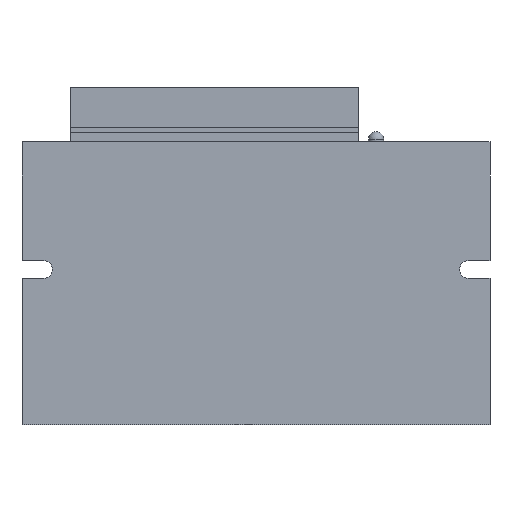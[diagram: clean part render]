
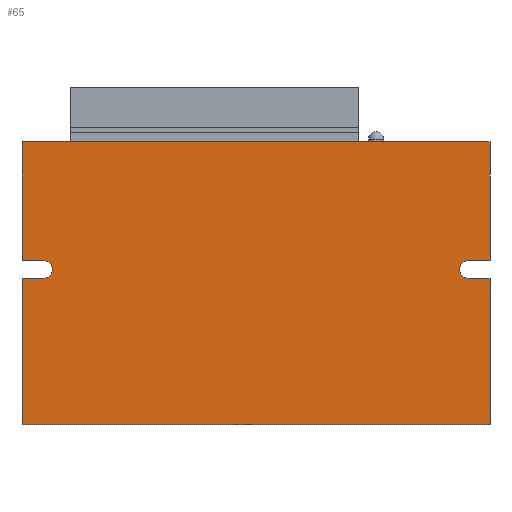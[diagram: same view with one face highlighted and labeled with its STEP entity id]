
A CAD part, front view. The second image highlights one B-rep face of the part: STEP entity #65.
In plain terms, the highlighted planar face has unit normal (0, -1, 0).
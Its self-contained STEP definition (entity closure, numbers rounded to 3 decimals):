
#24 = ORIENTED_EDGE ( 'NONE', *, *, #6155, .F. ) ;
#64 = ORIENTED_EDGE ( 'NONE', *, *, #5540, .T. ) ;
#65 = ADVANCED_FACE ( 'NONE', ( #6486 ), #1067, .F. ) ;
#349 = CARTESIAN_POINT ( 'NONE',  ( 47.535, 0., -8.207 ) ) ;
#429 = LINE ( 'NONE', #7043, #7048 ) ;
#452 = VERTEX_POINT ( 'NONE', #3222 ) ;
#545 = LINE ( 'NONE', #4911, #1376 ) ;
#785 = ORIENTED_EDGE ( 'NONE', *, *, #7521, .T. ) ;
#890 = LINE ( 'NONE', #3306, #6643 ) ;
#993 = CARTESIAN_POINT ( 'NONE',  ( -40.815, 0., -40.707 ) ) ;
#1002 = CARTESIAN_POINT ( 'NONE',  ( 47.535, 0., -11.707 ) ) ;
#1067 = PLANE ( 'NONE',  #5029 ) ;
#1117 = CARTESIAN_POINT ( 'NONE',  ( 51.785, 0., -40.707 ) ) ;
#1140 = EDGE_CURVE ( 'NONE', #2818, #5278, #7044, .T. ) ;
#1229 = ORIENTED_EDGE ( 'NONE', *, *, #6295, .F. ) ;
#1376 = VECTOR ( 'NONE', #7315, 1000. ) ;
#1385 = CARTESIAN_POINT ( 'NONE',  ( -40.815, 0., -11.707 ) ) ;
#1553 = ORIENTED_EDGE ( 'NONE', *, *, #1140, .F. ) ;
#1566 = VERTEX_POINT ( 'NONE', #349 ) ;
#1612 = VECTOR ( 'NONE', #3960, 1000. ) ;
#1684 = DIRECTION ( 'NONE',  ( 0., 0., 1. ) ) ;
#1730 = EDGE_CURVE ( 'NONE', #6237, #5278, #545, .T. ) ;
#1748 = VERTEX_POINT ( 'NONE', #1774 ) ;
#1774 = CARTESIAN_POINT ( 'NONE',  ( 51.785, 0., -40.707 ) ) ;
#1838 = AXIS2_PLACEMENT_3D ( 'NONE', #2289, #4706, #1684 ) ;
#1858 = CARTESIAN_POINT ( 'NONE',  ( -40.815, 0., -40.707 ) ) ;
#2159 = DIRECTION ( 'NONE',  ( -1., 0., 0. ) ) ;
#2216 = DIRECTION ( 'NONE',  ( 1., 0., 0. ) ) ;
#2277 = LINE ( 'NONE', #6384, #5015 ) ;
#2289 = CARTESIAN_POINT ( 'NONE',  ( 47.535, 0., -9.957 ) ) ;
#2439 = VERTEX_POINT ( 'NONE', #7394 ) ;
#2518 = DIRECTION ( 'NONE',  ( 0., 1., 0. ) ) ;
#2597 = CARTESIAN_POINT ( 'NONE',  ( 47.535, 0., -8.207 ) ) ;
#2760 = VECTOR ( 'NONE', #2216, 1000. ) ;
#2818 = VERTEX_POINT ( 'NONE', #6649 ) ;
#3051 = ORIENTED_EDGE ( 'NONE', *, *, #6199, .T. ) ;
#3200 = EDGE_CURVE ( 'NONE', #5859, #1566, #6023, .T. ) ;
#3222 = CARTESIAN_POINT ( 'NONE',  ( -40.815, 0., 15.293 ) ) ;
#3306 = CARTESIAN_POINT ( 'NONE',  ( -40.815, 0., -40.707 ) ) ;
#3444 = EDGE_CURVE ( 'NONE', #1566, #2439, #6904, .T. ) ;
#3539 = EDGE_CURVE ( 'NONE', #5320, #2439, #2277, .T. ) ;
#3567 = LINE ( 'NONE', #3722, #4349 ) ;
#3702 = ORIENTED_EDGE ( 'NONE', *, *, #3539, .F. ) ;
#3722 = CARTESIAN_POINT ( 'NONE',  ( -36.565, 0., -8.207 ) ) ;
#3960 = DIRECTION ( 'NONE',  ( 0., 0., -1. ) ) ;
#3967 = CARTESIAN_POINT ( 'NONE',  ( -40.815, 0., -8.207 ) ) ;
#4044 = LINE ( 'NONE', #1117, #1612 ) ;
#4072 = EDGE_CURVE ( 'NONE', #1748, #2818, #890, .T. ) ;
#4079 = DIRECTION ( 'NONE',  ( 0., 1., 0. ) ) ;
#4145 = CARTESIAN_POINT ( 'NONE',  ( 51.785, 0., 15.293 ) ) ;
#4339 = CARTESIAN_POINT ( 'NONE',  ( -36.565, 0., -9.957 ) ) ;
#4349 = VECTOR ( 'NONE', #6702, 1000. ) ;
#4558 = VERTEX_POINT ( 'NONE', #3967 ) ;
#4706 = DIRECTION ( 'NONE',  ( 0., 1., 0. ) ) ;
#4897 = DIRECTION ( 'NONE',  ( 0., 0., -1. ) ) ;
#4911 = CARTESIAN_POINT ( 'NONE',  ( -40.815, 0., -11.707 ) ) ;
#4999 = LINE ( 'NONE', #7401, #2760 ) ;
#5015 = VECTOR ( 'NONE', #6350, 1000. ) ;
#5029 = AXIS2_PLACEMENT_3D ( 'NONE', #7718, #4079, #5312 ) ;
#5219 = CARTESIAN_POINT ( 'NONE',  ( -36.565, 0., -8.207 ) ) ;
#5278 = VERTEX_POINT ( 'NONE', #1385 ) ;
#5290 = VECTOR ( 'NONE', #6067, 1000. ) ;
#5312 = DIRECTION ( 'NONE',  ( 0., 0., 1. ) ) ;
#5320 = VERTEX_POINT ( 'NONE', #4145 ) ;
#5361 = EDGE_LOOP ( 'NONE', ( #64, #7299, #1553, #5965, #7189, #3051, #6882, #5822, #3702, #24, #1229, #785 ) ) ;
#5540 = EDGE_CURVE ( 'NONE', #6653, #6237, #6275, .T. ) ;
#5742 = VERTEX_POINT ( 'NONE', #7730 ) ;
#5794 = VECTOR ( 'NONE', #7679, 1000. ) ;
#5822 = ORIENTED_EDGE ( 'NONE', *, *, #3444, .T. ) ;
#5859 = VERTEX_POINT ( 'NONE', #1002 ) ;
#5965 = ORIENTED_EDGE ( 'NONE', *, *, #4072, .F. ) ;
#6023 = CIRCLE ( 'NONE', #1838, 1.75 ) ;
#6067 = DIRECTION ( 'NONE',  ( 0., 0., 1. ) ) ;
#6155 = EDGE_CURVE ( 'NONE', #452, #5320, #4999, .T. ) ;
#6199 = EDGE_CURVE ( 'NONE', #5742, #5859, #429, .T. ) ;
#6224 = EDGE_CURVE ( 'NONE', #5742, #1748, #4044, .T. ) ;
#6237 = VERTEX_POINT ( 'NONE', #6456 ) ;
#6275 = CIRCLE ( 'NONE', #6906, 1.75 ) ;
#6295 = EDGE_CURVE ( 'NONE', #4558, #452, #7000, .T. ) ;
#6350 = DIRECTION ( 'NONE',  ( 0., 0., -1. ) ) ;
#6384 = CARTESIAN_POINT ( 'NONE',  ( 51.785, 0., -40.707 ) ) ;
#6456 = CARTESIAN_POINT ( 'NONE',  ( -36.565, 0., -11.707 ) ) ;
#6486 = FACE_OUTER_BOUND ( 'NONE', #5361, .T. ) ;
#6522 = VECTOR ( 'NONE', #7418, 1000. ) ;
#6643 = VECTOR ( 'NONE', #2159, 1000. ) ;
#6649 = CARTESIAN_POINT ( 'NONE',  ( -40.815, 0., -40.707 ) ) ;
#6653 = VERTEX_POINT ( 'NONE', #5219 ) ;
#6702 = DIRECTION ( 'NONE',  ( 1., 0., 0. ) ) ;
#6882 = ORIENTED_EDGE ( 'NONE', *, *, #3200, .T. ) ;
#6904 = LINE ( 'NONE', #2597, #6522 ) ;
#6906 = AXIS2_PLACEMENT_3D ( 'NONE', #4339, #2518, #4897 ) ;
#7000 = LINE ( 'NONE', #1858, #5290 ) ;
#7043 = CARTESIAN_POINT ( 'NONE',  ( 51.785, 0., -11.707 ) ) ;
#7044 = LINE ( 'NONE', #993, #5794 ) ;
#7048 = VECTOR ( 'NONE', #7633, 1000. ) ;
#7189 = ORIENTED_EDGE ( 'NONE', *, *, #6224, .F. ) ;
#7299 = ORIENTED_EDGE ( 'NONE', *, *, #1730, .T. ) ;
#7315 = DIRECTION ( 'NONE',  ( -1., 0., 0. ) ) ;
#7394 = CARTESIAN_POINT ( 'NONE',  ( 51.785, 0., -8.207 ) ) ;
#7401 = CARTESIAN_POINT ( 'NONE',  ( -40.815, 0., 15.293 ) ) ;
#7418 = DIRECTION ( 'NONE',  ( 1., 0., 0. ) ) ;
#7521 = EDGE_CURVE ( 'NONE', #4558, #6653, #3567, .T. ) ;
#7633 = DIRECTION ( 'NONE',  ( -1., 0., 0. ) ) ;
#7679 = DIRECTION ( 'NONE',  ( 0., 0., 1. ) ) ;
#7718 = CARTESIAN_POINT ( 'NONE',  ( 0., 0., 0. ) ) ;
#7730 = CARTESIAN_POINT ( 'NONE',  ( 51.785, 0., -11.707 ) ) ;
